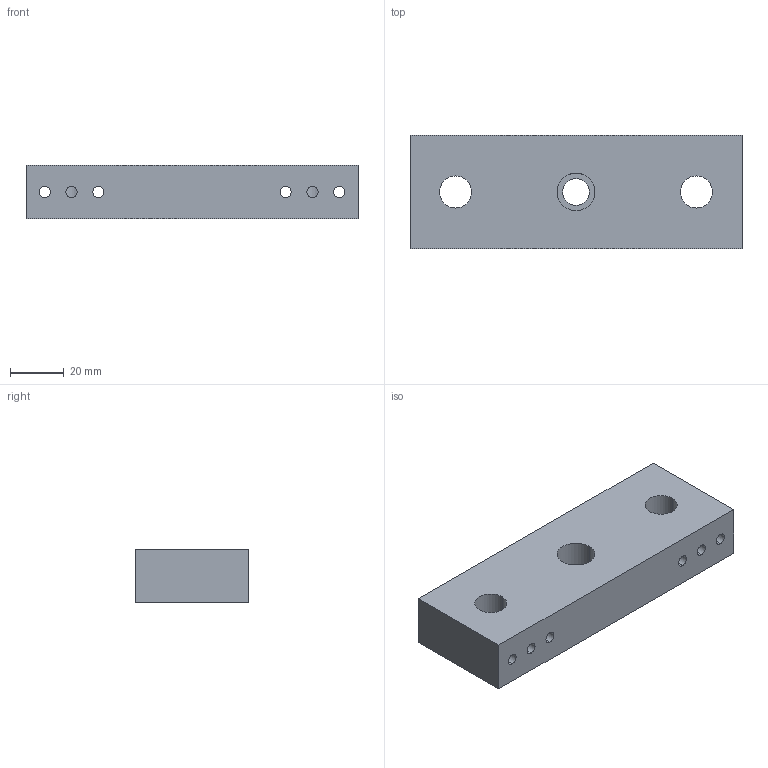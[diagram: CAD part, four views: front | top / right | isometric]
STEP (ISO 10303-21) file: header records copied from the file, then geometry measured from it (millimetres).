
FILE_DESCRIPTION (( 'STEP AP203' ), '1' );
FILE_NAME ('Z Aluminium Bottom X1.STEP', '2014-01-25T12:56:42', ( '' ), ( '' ), 'SwSTEP 2.0', 'SolidWorks 2012', '' );
FILE_SCHEMA (( 'CONFIG_CONTROL_DESIGN' ));
Length unit declared in the file: millimetre
Products named in the file (1): Z Aluminium Bottom X1
Bounding box: 124 x 42.5 x 20 mm (x, y, z)
Volume: 95283.2 mm3; surface area: 21416.7 mm2
Topology: 1 solids, 1 shells, 27 faces, 72 edges, 48 vertices
Faces by surface type: cylinder 20, plane 7
Entity records: 1087 total; most frequent: CARTESIAN_POINT 268, DIRECTION 160, ORIENTED_EDGE 144, EDGE_CURVE 72, AXIS2_PLACEMENT_3D 64, VERTEX_POINT 48, EDGE_LOOP 46, CIRCLE 36
